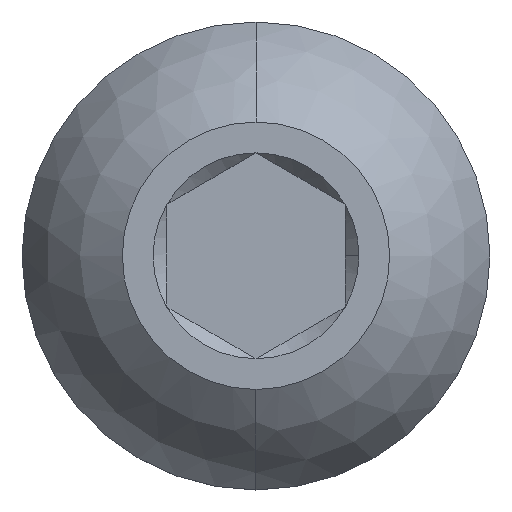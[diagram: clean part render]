
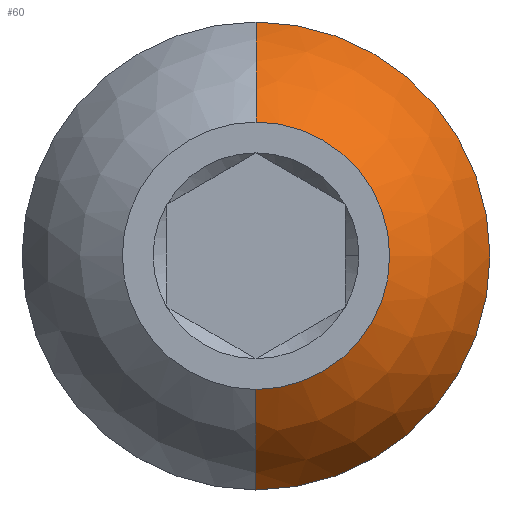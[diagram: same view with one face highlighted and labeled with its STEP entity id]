
A CAD part, top view. The second image highlights one B-rep face of the part: STEP entity #60.
In plain terms, the highlighted spherical face has radius 5.585 mm.
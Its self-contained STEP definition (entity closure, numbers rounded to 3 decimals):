
#17 = CARTESIAN_POINT ( 'NONE',  ( 5.25, 0., 7.845 ) ) ;
#18 = CIRCLE ( 'NONE', #33, 5.25 ) ;
#25 = ORIENTED_EDGE ( 'NONE', *, *, #685, .T. ) ;
#26 = DIRECTION ( 'NONE',  ( 1., 0., 0. ) ) ;
#32 = CARTESIAN_POINT ( 'NONE',  ( 0., 3., 10.65 ) ) ;
#33 = AXIS2_PLACEMENT_3D ( 'NONE', #394, #81, #26 ) ;
#52 = ORIENTED_EDGE ( 'NONE', *, *, #798, .F. ) ;
#60 = ADVANCED_FACE ( 'NONE', ( #250 ), #371, .T. ) ;
#66 = CIRCLE ( 'NONE', #658, 5.585 ) ;
#75 = DIRECTION ( 'NONE',  ( 0., 0., 1. ) ) ;
#81 = DIRECTION ( 'NONE',  ( 0., 0., 1. ) ) ;
#92 = CARTESIAN_POINT ( 'NONE',  ( 0., 0., 7.845 ) ) ;
#102 = DIRECTION ( 'NONE',  ( 0., 0., -1. ) ) ;
#114 = DIRECTION ( 'NONE',  ( 0., 1., 0. ) ) ;
#167 = CARTESIAN_POINT ( 'NONE',  ( 0., 0., 5.939 ) ) ;
#176 = CIRCLE ( 'NONE', #593, 3. ) ;
#184 = VERTEX_POINT ( 'NONE', #32 ) ;
#198 = AXIS2_PLACEMENT_3D ( 'NONE', #630, #565, #114 ) ;
#208 = CARTESIAN_POINT ( 'NONE',  ( 0., -5.25, 7.845 ) ) ;
#223 = ORIENTED_EDGE ( 'NONE', *, *, #398, .T. ) ;
#250 = FACE_OUTER_BOUND ( 'NONE', #602, .T. ) ;
#294 = VERTEX_POINT ( 'NONE', #344 ) ;
#338 = DIRECTION ( 'NONE',  ( 1., 0., 0. ) ) ;
#344 = CARTESIAN_POINT ( 'NONE',  ( 0., 5.25, 7.845 ) ) ;
#362 = AXIS2_PLACEMENT_3D ( 'NONE', #487, #542, #737 ) ;
#371 = SPHERICAL_SURFACE ( 'NONE', #198, 5.585 ) ;
#372 = ORIENTED_EDGE ( 'NONE', *, *, #414, .F. ) ;
#389 = DIRECTION ( 'NONE',  ( 1., 0., 0. ) ) ;
#394 = CARTESIAN_POINT ( 'NONE',  ( 0., 0., 7.845 ) ) ;
#398 = EDGE_CURVE ( 'NONE', #294, #184, #66, .T. ) ;
#414 = EDGE_CURVE ( 'NONE', #771, #669, #605, .T. ) ;
#469 = ORIENTED_EDGE ( 'NONE', *, *, #775, .T. ) ;
#487 = CARTESIAN_POINT ( 'NONE',  ( 0., 0., 5.939 ) ) ;
#493 = CIRCLE ( 'NONE', #561, 5.25 ) ;
#542 = DIRECTION ( 'NONE',  ( -1., 0., 0. ) ) ;
#561 = AXIS2_PLACEMENT_3D ( 'NONE', #92, #772, #389 ) ;
#565 = DIRECTION ( 'NONE',  ( 0., 0., -1. ) ) ;
#593 = AXIS2_PLACEMENT_3D ( 'NONE', #767, #75, #338 ) ;
#602 = EDGE_LOOP ( 'NONE', ( #372, #25, #469, #223, #52 ) ) ;
#605 = CIRCLE ( 'NONE', #362, 5.585 ) ;
#612 = DIRECTION ( 'NONE',  ( 1., 0., 0. ) ) ;
#630 = CARTESIAN_POINT ( 'NONE',  ( 0., 0., 5.939 ) ) ;
#653 = VERTEX_POINT ( 'NONE', #17 ) ;
#658 = AXIS2_PLACEMENT_3D ( 'NONE', #167, #612, #102 ) ;
#669 = VERTEX_POINT ( 'NONE', #697 ) ;
#685 = EDGE_CURVE ( 'NONE', #771, #653, #18, .T. ) ;
#697 = CARTESIAN_POINT ( 'NONE',  ( 0., -3., 10.65 ) ) ;
#737 = DIRECTION ( 'NONE',  ( 0., -1., 0. ) ) ;
#767 = CARTESIAN_POINT ( 'NONE',  ( 0., 0., 10.65 ) ) ;
#771 = VERTEX_POINT ( 'NONE', #208 ) ;
#772 = DIRECTION ( 'NONE',  ( 0., 0., 1. ) ) ;
#775 = EDGE_CURVE ( 'NONE', #653, #294, #493, .T. ) ;
#798 = EDGE_CURVE ( 'NONE', #669, #184, #176, .T. ) ;
